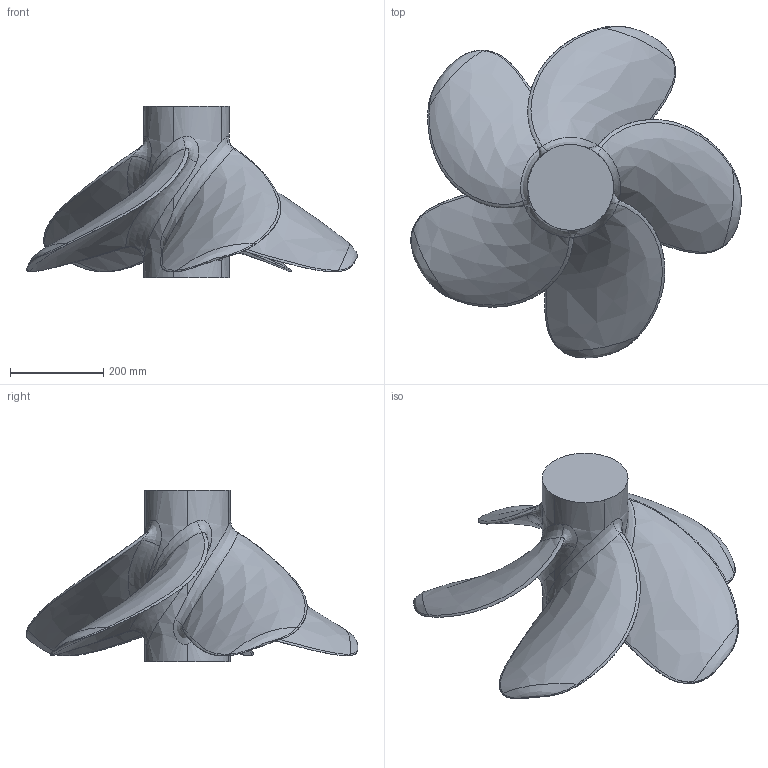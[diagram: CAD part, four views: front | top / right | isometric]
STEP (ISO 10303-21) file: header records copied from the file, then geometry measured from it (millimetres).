
FILE_DESCRIPTION(('FreeCAD Model'),'2;1');
FILE_NAME('Open CASCADE Shape Model','2025-05-03T09:27:43',('FreeCAD'),( 'FreeCAD'),'Open CASCADE STEP processor 7.6','FreeCAD','Unknown');
FILE_SCHEMA(('AUTOMOTIVE_DESIGN { 1 0 10303 214 1 1 1 1 }'));
Length unit declared in the file: millimetre
Products named in the file (1): Open CASCADE STEP translator 7.6 1
Bounding box: 706.87 x 710.43 x 367.16 mm (x, y, z)
Volume: 17944694 mm3; surface area: 1059022.8 mm2
Topology: 1 solids, 1 shells, 72 faces, 185 edges, 95 vertices
Faces by surface type: bspline 72
Entity records: 27222 total; most frequent: CARTESIAN_POINT 26182, ORIENTED_EDGE 330, EDGE_CURVE 165, B_SPLINE_CURVE_WITH_KNOTS 155, VERTEX_POINT 95, ADVANCED_FACE 72, FACE_BOUND 72, EDGE_LOOP 72
